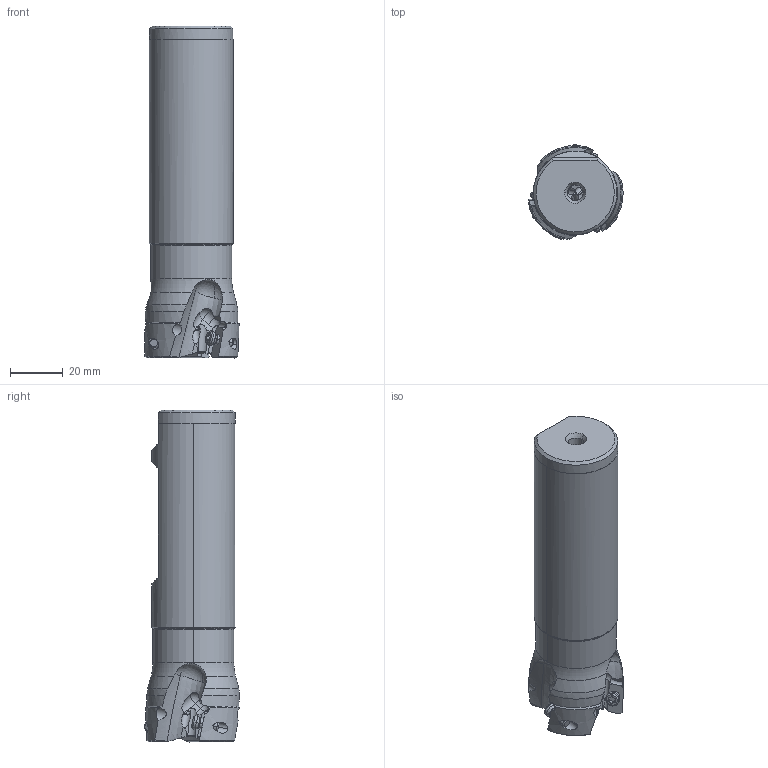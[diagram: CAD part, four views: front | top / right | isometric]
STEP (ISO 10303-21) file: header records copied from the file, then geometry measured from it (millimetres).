
FILE_DESCRIPTION(/* description */ (''),/* implementation_level */ '2;1');
FILE_NAME(/* name */ 'APX4000UR243FA20SA.stp',/* time_stamp */ '2021-09-08T11:43:14+09:00',/* author */ (''),/* organization */ (''),/* preprocessor_version */ 'ST-DEVELOPER v16',/* originating_system */ 'SIEMENS PLM Software NX 10.0',/* authorisation */ '');
FILE_SCHEMA (('AUTOMOTIVE_DESIGN { 1 0 10303 214 3 1 1 1 }'));
Length unit declared in the file: millimetre
Products named in the file (1): APX4000UR243FA20SA_ASM
Bounding box: 35.78 x 36.17 x 126.04 mm (x, y, z)
Volume: 90049.7 mm3; surface area: 17892.3 mm2
Topology: 4 solids, 4 shells, 267 faces, 835 edges, 589 vertices
Faces by surface type: cylinder 108, plane 63, cone 47, sphere 21, torus 19, bspline 9
Entity records: 14048 total; most frequent: CARTESIAN_POINT 6487, ORIENTED_EDGE 1638, DIRECTION 1509, EDGE_CURVE 819, AXIS2_PLACEMENT_3D 663, VERTEX_POINT 564, CIRCLE 336, EDGE_LOOP 283
